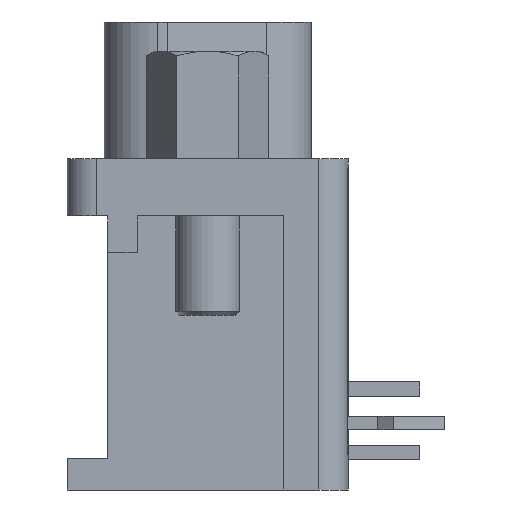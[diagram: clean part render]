
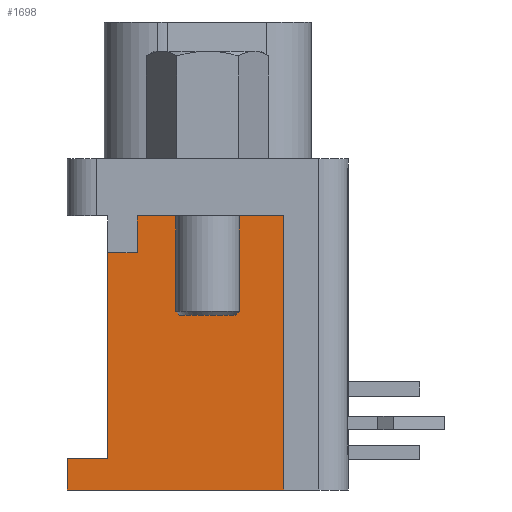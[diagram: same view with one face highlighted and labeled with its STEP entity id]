
A CAD part, left-side view. The second image highlights one B-rep face of the part: STEP entity #1698.
In plain terms, the highlighted planar face has unit normal (-1, 0, 0).
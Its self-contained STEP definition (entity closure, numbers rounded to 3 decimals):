
#1682=EDGE_CURVE('',#2234,#1798,#4865,.T.);
#1698=ADVANCED_FACE('',(#4881),#4882,.F.);
#1798=VERTEX_POINT('',#4989);
#2184=VERTEX_POINT('',#5424);
#2214=VERTEX_POINT('',#5455);
#2234=VERTEX_POINT('',#5477);
#2654=EDGE_CURVE('',#3644,#2214,#5962,.T.);
#2954=VERTEX_POINT('',#6313);
#3398=EDGE_CURVE('',#4440,#2184,#6804,.T.);
#3644=VERTEX_POINT('',#7073);
#3766=EDGE_CURVE('',#1798,#2954,#7205,.T.);
#3804=EDGE_CURVE('',#2234,#4440,#7245,.T.);
#4154=VERTEX_POINT('',#7629);
#4382=EDGE_CURVE('',#2954,#3644,#7882,.T.);
#4440=VERTEX_POINT('',#7945);
#4532=EDGE_CURVE('',#2184,#4154,#8046,.T.);
#4704=EDGE_CURVE('',#4154,#2214,#8235,.T.);
#4865=LINE('',#8438,#8439);
#4881=FACE_OUTER_BOUND('',#8466,.T.);
#4882=PLANE('',#8467);
#4989=CARTESIAN_POINT('',(-13.85,6.275,-14.8));
#5424=CARTESIAN_POINT('',(-13.85,3.15,-2.56));
#5455=CARTESIAN_POINT('',(-13.85,4.45,-4.2));
#5477=CARTESIAN_POINT('',(-13.85,-3.4,-14.8));
#5962=LINE('',#10002,#10003);
#6313=CARTESIAN_POINT('',(-13.85,6.275,-13.4));
#6804=LINE('',#11221,#11222);
#7073=CARTESIAN_POINT('',(-13.85,4.45,-13.4));
#7205=LINE('',#11825,#11826);
#7245=LINE('',#11887,#11888);
#7629=CARTESIAN_POINT('',(-13.85,3.15,-4.2));
#7882=LINE('',#12796,#12797);
#7945=CARTESIAN_POINT('',(-13.85,-3.4,-2.56));
#8046=LINE('',#13016,#13017);
#8235=LINE('',#13295,#13296);
#8438=CARTESIAN_POINT('',(-13.85,0.73,-14.8));
#8439=VECTOR('',#13509,1.0);
#8466=EDGE_LOOP('',(#13519,#13520,#13521,#13522,#13523,#13524,#13525,#13526));
#8467=AXIS2_PLACEMENT_3D('',#13527,#13528,#13529);
#10002=CARTESIAN_POINT('',(-13.85,4.45,-9.139));
#10003=VECTOR('',#14756,1.0);
#11221=CARTESIAN_POINT('',(-13.85,-3.4,-2.56));
#11222=VECTOR('',#15749,1.0);
#11825=CARTESIAN_POINT('',(-13.85,6.275,-12.549));
#11826=VECTOR('',#16148,1.0);
#11887=CARTESIAN_POINT('',(-13.85,-3.4,-2.56));
#11888=VECTOR('',#16176,1.0);
#12796=CARTESIAN_POINT('',(-13.85,4.205,-13.4));
#12797=VECTOR('',#16837,1.0);
#13016=CARTESIAN_POINT('',(-13.85,3.15,-2.56));
#13017=VECTOR('',#16994,1.0);
#13295=CARTESIAN_POINT('',(-13.85,3.15,-4.2));
#13296=VECTOR('',#17183,1.0);
#13509=DIRECTION('',(0.0,1.0,0.0));
#13519=ORIENTED_EDGE('',*,*,#1682,.F.);
#13520=ORIENTED_EDGE('',*,*,#3804,.T.);
#13521=ORIENTED_EDGE('',*,*,#3398,.T.);
#13522=ORIENTED_EDGE('',*,*,#4532,.T.);
#13523=ORIENTED_EDGE('',*,*,#4704,.T.);
#13524=ORIENTED_EDGE('',*,*,#2654,.F.);
#13525=ORIENTED_EDGE('',*,*,#4382,.F.);
#13526=ORIENTED_EDGE('',*,*,#3766,.F.);
#13527=CARTESIAN_POINT('',(-13.85,1.46,-10.297));
#13528=DIRECTION('',(1.0,0.,0.));
#13529=DIRECTION('',(0.0,0.,1.0));
#14756=DIRECTION('',(0.,0.0,1.0));
#15749=DIRECTION('',(0.,1.0,0.));
#16148=DIRECTION('',(0.,0.,1.0));
#16176=DIRECTION('',(0.,0.,1.0));
#16837=DIRECTION('',(0.0,-1.0,0.0));
#16994=DIRECTION('',(0.,0.,-1.0));
#17183=DIRECTION('',(0.0,1.0,0.0));
